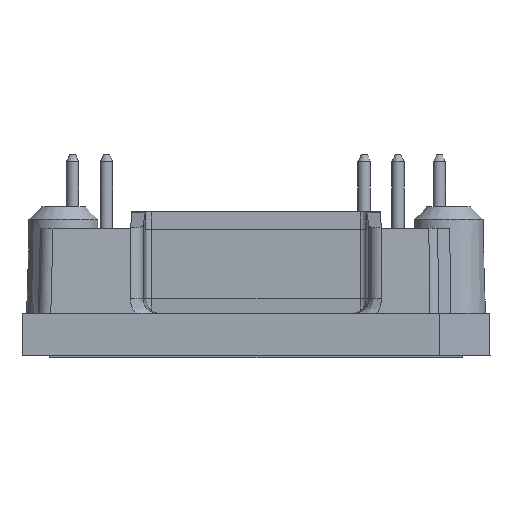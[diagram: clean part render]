
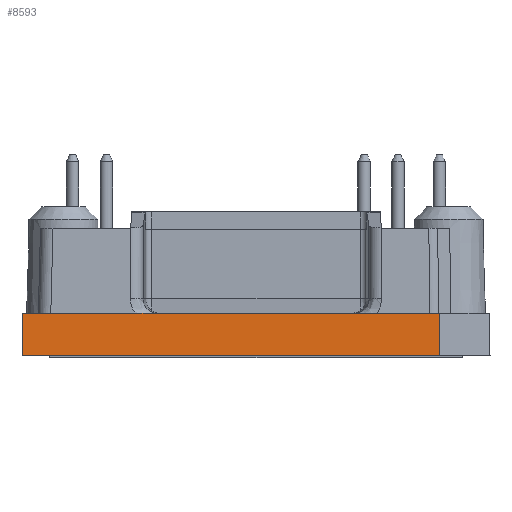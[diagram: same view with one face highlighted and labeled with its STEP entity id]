
A CAD part, left-side view. The second image highlights one B-rep face of the part: STEP entity #8593.
In plain terms, the highlighted planar face has unit normal (-1, 0, 0.018).
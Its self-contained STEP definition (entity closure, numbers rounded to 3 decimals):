
#2024=ORIENTED_EDGE('',*,*,#3839,.T.);
#2025=ORIENTED_EDGE('',*,*,#3840,.F.);
#2026=ORIENTED_EDGE('',*,*,#3837,.T.);
#2027=ORIENTED_EDGE('',*,*,#3790,.T.);
#3790=EDGE_CURVE('',#4774,#4778,#5523,.F.);
#3837=EDGE_CURVE('',#4819,#4774,#5562,.T.);
#3839=EDGE_CURVE('',#4778,#4820,#5564,.F.);
#3840=EDGE_CURVE('',#4819,#4820,#5565,.F.);
#4774=VERTEX_POINT('',#18050);
#4778=VERTEX_POINT('',#18058);
#4819=VERTEX_POINT('',#18154);
#4820=VERTEX_POINT('',#18158);
#5523=LINE('',#18059,#6160);
#5562=LINE('',#18153,#6199);
#5564=LINE('',#18157,#6201);
#5565=LINE('',#18159,#6202);
#6160=VECTOR('',#13598,1000.);
#6199=VECTOR('',#13667,1000.);
#6201=VECTOR('',#13671,1000.);
#6202=VECTOR('',#13672,1000.);
#6688=EDGE_LOOP('',(#2024,#2025,#2026,#2027));
#7515=FACE_BOUND('',#6688,.T.);
#8166=PLANE('',#12076);
#8593=ADVANCED_FACE('',(#7515),#8166,.T.);
#12076=AXIS2_PLACEMENT_3D('',#18156,#13669,#13670);
#13598=DIRECTION('',(0.,1.,0.));
#13667=DIRECTION('',(-0.017,0.017,-1.));
#13669=DIRECTION('',(-1.,0.,0.017));
#13670=DIRECTION('',(0.017,0.,1.));
#13671=DIRECTION('',(-0.017,-0.007,-1.));
#13672=DIRECTION('',(0.,1.,0.));
#18050=CARTESIAN_POINT('',(-41.,18.7,0.));
#18058=CARTESIAN_POINT('',(-41.,-14.7,0.));
#18059=CARTESIAN_POINT('',(-41.,0.,0.));
#18153=CARTESIAN_POINT('',(-40.994,18.694,0.326));
#18154=CARTESIAN_POINT('',(-40.941,18.641,3.4));
#18156=CARTESIAN_POINT('',(-41.,0.,0.));
#18157=CARTESIAN_POINT('',(-40.998,-14.699,0.134));
#18158=CARTESIAN_POINT('',(-40.941,-14.675,3.4));
#18159=CARTESIAN_POINT('',(-40.941,0.,3.4));
